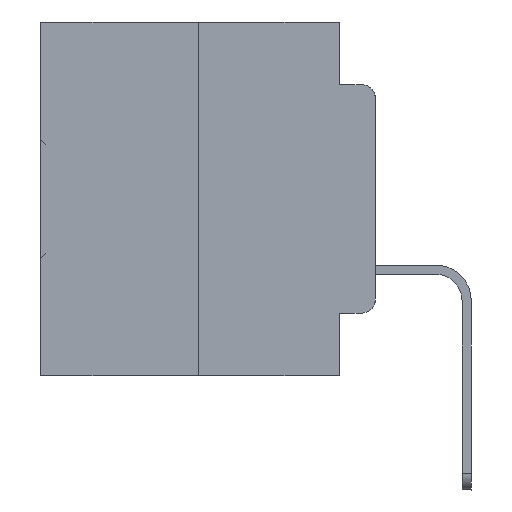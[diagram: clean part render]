
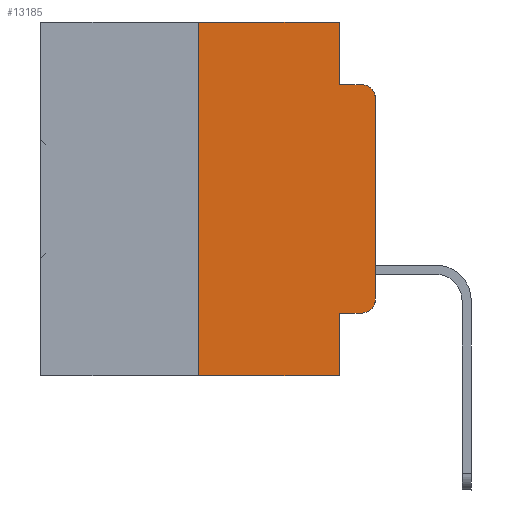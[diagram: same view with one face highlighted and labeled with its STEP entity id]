
A CAD part, left-side view. The second image highlights one B-rep face of the part: STEP entity #13185.
In plain terms, the highlighted planar face has unit normal (-1, 0, 0).
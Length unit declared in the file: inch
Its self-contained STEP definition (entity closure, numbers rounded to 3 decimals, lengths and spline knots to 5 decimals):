
#401 = VECTOR ( 'NONE', #23801, 39.37008 ) ;
#674 = EDGE_CURVE ( 'NONE', #24072, #30493, #30619, .T. ) ;
#903 = DIRECTION ( 'NONE',  ( 0., -1., 0. ) ) ;
#939 = LINE ( 'NONE', #14384, #15338 ) ;
#1431 = EDGE_CURVE ( 'NONE', #14639, #3225, #18273, .T. ) ;
#1599 = DIRECTION ( 'NONE',  ( -1., 0., 0. ) ) ;
#1618 = ORIENTED_EDGE ( 'NONE', *, *, #11203, .T. ) ;
#1770 = EDGE_LOOP ( 'NONE', ( #29340, #28033, #28374, #30398, #11516, #11455, #1618, #14519, #9194, #23645 ) ) ;
#2984 = FACE_OUTER_BOUND ( 'NONE', #1770, .T. ) ;
#3225 = VERTEX_POINT ( 'NONE', #27079 ) ;
#4011 = DIRECTION ( 'NONE',  ( 0., -1., 0. ) ) ;
#4264 = CARTESIAN_POINT ( 'NONE',  ( 0., 0.473, 0. ) ) ;
#4444 = DIRECTION ( 'NONE',  ( 0., 0., -1. ) ) ;
#4807 = LINE ( 'NONE', #30596, #11170 ) ;
#6917 = EDGE_CURVE ( 'NONE', #21123, #12288, #25448, .T. ) ;
#8524 = VERTEX_POINT ( 'NONE', #26056 ) ;
#8891 = CARTESIAN_POINT ( 'NONE',  ( 0., 0.02, -0.3915 ) ) ;
#8960 = CARTESIAN_POINT ( 'NONE',  ( 0., 0.02, -0.4115 ) ) ;
#9194 = ORIENTED_EDGE ( 'NONE', *, *, #9890, .T. ) ;
#9516 = CARTESIAN_POINT ( 'NONE',  ( 0., 0.051, -0.4115 ) ) ;
#9542 = EDGE_CURVE ( 'NONE', #28027, #24072, #939, .T. ) ;
#9723 = CARTESIAN_POINT ( 'NONE',  ( 0., 0.051, 0. ) ) ;
#9890 = EDGE_CURVE ( 'NONE', #21123, #14639, #15306, .T. ) ;
#10101 = VECTOR ( 'NONE', #31572, 39.37008 ) ;
#10692 = AXIS2_PLACEMENT_3D ( 'NONE', #8891, #24644, #11546 ) ;
#11170 = VECTOR ( 'NONE', #22976, 39.37008 ) ;
#11203 = EDGE_CURVE ( 'NONE', #32804, #12288, #25582, .T. ) ;
#11308 = EDGE_CURVE ( 'NONE', #3225, #8524, #16760, .T. ) ;
#11455 = ORIENTED_EDGE ( 'NONE', *, *, #15546, .F. ) ;
#11516 = ORIENTED_EDGE ( 'NONE', *, *, #22024, .F. ) ;
#11546 = DIRECTION ( 'NONE',  ( 0., 0., -1. ) ) ;
#12288 = VERTEX_POINT ( 'NONE', #17700 ) ;
#12398 = VECTOR ( 'NONE', #903, 39.37008 ) ;
#13185 = ADVANCED_FACE ( 'NONE', ( #2984 ), #19566, .F. ) ;
#13557 = DIRECTION ( 'NONE',  ( 0., -1., 0. ) ) ;
#13775 = LINE ( 'NONE', #21093, #22577 ) ;
#13907 = VECTOR ( 'NONE', #4011, 39.37008 ) ;
#14310 = DIRECTION ( 'NONE',  ( 1., 0., 0. ) ) ;
#14384 = CARTESIAN_POINT ( 'NONE',  ( 0., 0.051, 0. ) ) ;
#14519 = ORIENTED_EDGE ( 'NONE', *, *, #6917, .F. ) ;
#14639 = VERTEX_POINT ( 'NONE', #8960 ) ;
#14850 = VERTEX_POINT ( 'NONE', #32922 ) ;
#14982 = DIRECTION ( 'NONE',  ( 0., 0., -1. ) ) ;
#15182 = CARTESIAN_POINT ( 'NONE',  ( 0., 0.051, -0.0885 ) ) ;
#15306 = LINE ( 'NONE', #31241, #10101 ) ;
#15338 = VECTOR ( 'NONE', #4444, 39.37008 ) ;
#15546 = EDGE_CURVE ( 'NONE', #32804, #14850, #4807, .T. ) ;
#16507 = EDGE_CURVE ( 'NONE', #8524, #30493, #24301, .T. ) ;
#16760 = LINE ( 'NONE', #21468, #401 ) ;
#16878 = CARTESIAN_POINT ( 'NONE',  ( 0., 0.02, -0.1085 ) ) ;
#17307 = DIRECTION ( 'NONE',  ( 0., 0., -1. ) ) ;
#17532 = AXIS2_PLACEMENT_3D ( 'NONE', #16878, #1599, #19704 ) ;
#17700 = CARTESIAN_POINT ( 'NONE',  ( 0., 0.051, -0.5 ) ) ;
#18269 = VECTOR ( 'NONE', #14982, 39.37008 ) ;
#18273 = CIRCLE ( 'NONE', #10692, 0.02 ) ;
#18836 = CARTESIAN_POINT ( 'NONE',  ( 0., 0.25, -0.5 ) ) ;
#19185 = AXIS2_PLACEMENT_3D ( 'NONE', #4264, #14310, #17307 ) ;
#19566 = PLANE ( 'NONE',  #19185 ) ;
#19704 = DIRECTION ( 'NONE',  ( 0., 0., -1. ) ) ;
#21093 = CARTESIAN_POINT ( 'NONE',  ( 0., 0.473, 0. ) ) ;
#21123 = VERTEX_POINT ( 'NONE', #9516 ) ;
#21468 = CARTESIAN_POINT ( 'NONE',  ( 0., 0., 0. ) ) ;
#22024 = EDGE_CURVE ( 'NONE', #14850, #28027, #13775, .T. ) ;
#22577 = VECTOR ( 'NONE', #13557, 39.37008 ) ;
#22976 = DIRECTION ( 'NONE',  ( 0., 0., 1. ) ) ;
#23485 = CARTESIAN_POINT ( 'NONE',  ( 0., 0.051, 0. ) ) ;
#23645 = ORIENTED_EDGE ( 'NONE', *, *, #1431, .T. ) ;
#23801 = DIRECTION ( 'NONE',  ( 0., 0., 1. ) ) ;
#24072 = VERTEX_POINT ( 'NONE', #15182 ) ;
#24301 = CIRCLE ( 'NONE', #17532, 0.02 ) ;
#24644 = DIRECTION ( 'NONE',  ( -1., 0., 0. ) ) ;
#25060 = CARTESIAN_POINT ( 'NONE',  ( 0., 0.02, -0.0885 ) ) ;
#25448 = LINE ( 'NONE', #9723, #18269 ) ;
#25582 = LINE ( 'NONE', #26487, #12398 ) ;
#26056 = CARTESIAN_POINT ( 'NONE',  ( 0., 0., -0.1085 ) ) ;
#26487 = CARTESIAN_POINT ( 'NONE',  ( 0., 0.473, -0.5 ) ) ;
#27079 = CARTESIAN_POINT ( 'NONE',  ( 0., 0., -0.3915 ) ) ;
#28027 = VERTEX_POINT ( 'NONE', #23485 ) ;
#28033 = ORIENTED_EDGE ( 'NONE', *, *, #16507, .T. ) ;
#28374 = ORIENTED_EDGE ( 'NONE', *, *, #674, .F. ) ;
#29340 = ORIENTED_EDGE ( 'NONE', *, *, #11308, .T. ) ;
#30398 = ORIENTED_EDGE ( 'NONE', *, *, #9542, .F. ) ;
#30493 = VERTEX_POINT ( 'NONE', #25060 ) ;
#30596 = CARTESIAN_POINT ( 'NONE',  ( 0., 0.25, 0. ) ) ;
#30619 = LINE ( 'NONE', #31622, #13907 ) ;
#31241 = CARTESIAN_POINT ( 'NONE',  ( 0., 0.051, -0.4115 ) ) ;
#31572 = DIRECTION ( 'NONE',  ( 0., -1., 0. ) ) ;
#31622 = CARTESIAN_POINT ( 'NONE',  ( 0., 0.051, -0.0885 ) ) ;
#32804 = VERTEX_POINT ( 'NONE', #18836 ) ;
#32922 = CARTESIAN_POINT ( 'NONE',  ( 0., 0.25, 0. ) ) ;
